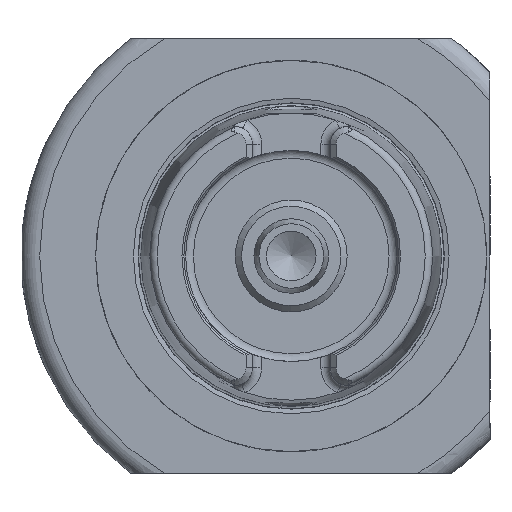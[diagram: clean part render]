
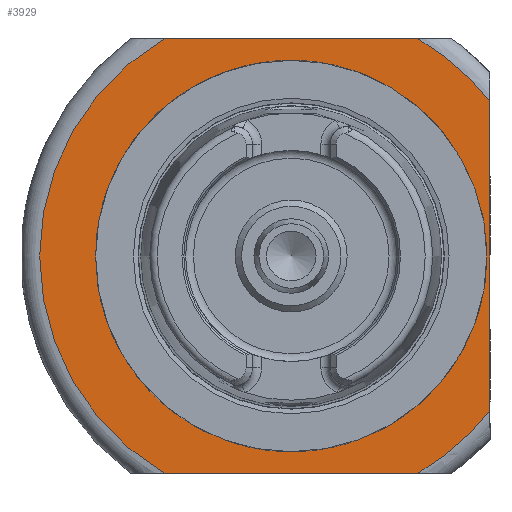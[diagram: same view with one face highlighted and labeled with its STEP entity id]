
A CAD part, left-side view. The second image highlights one B-rep face of the part: STEP entity #3929.
In plain terms, the highlighted planar face has unit normal (-1, 0, 0).
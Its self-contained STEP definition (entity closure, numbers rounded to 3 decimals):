
#1780=CARTESIAN_POINT('',(32.,-20.378,-35.));
#1781=VERTEX_POINT('',#1780);
#1797=CARTESIAN_POINT('',(32.,20.378,-35.));
#1798=VERTEX_POINT('',#1797);
#1799=CARTESIAN_POINT('',(32.,20.378,-35.));
#1800=DIRECTION('',(0.0,-1.0,0.0));
#1801=VECTOR('',#1800,40.755);
#1802=LINE('',#1799,#1801);
#1803=EDGE_CURVE('',#1798,#1781,#1802,.T.);
#1877=CARTESIAN_POINT('',(32.,-32.,24.824));
#1878=VERTEX_POINT('',#1877);
#1894=CARTESIAN_POINT('',(32.,-32.,-24.824));
#1895=VERTEX_POINT('',#1894);
#1896=CARTESIAN_POINT('',(32.,-32.,-24.824));
#1897=DIRECTION('',(0.0,0.0,1.0));
#1898=VECTOR('',#1897,49.649);
#1899=LINE('',#1896,#1898);
#1900=EDGE_CURVE('',#1895,#1878,#1899,.T.);
#1944=CARTESIAN_POINT('',(32.,20.378,35.));
#1945=VERTEX_POINT('',#1944);
#1961=CARTESIAN_POINT('',(32.,-20.378,35.));
#1962=VERTEX_POINT('',#1961);
#1963=CARTESIAN_POINT('',(32.,-20.378,35.));
#1964=DIRECTION('',(0.0,1.0,0.0));
#1965=VECTOR('',#1964,40.755);
#1966=LINE('',#1963,#1965);
#1967=EDGE_CURVE('',#1962,#1945,#1966,.T.);
#2043=CARTESIAN_POINT('',(32.,0.0,0.0));
#2044=DIRECTION('',(1.0,0.0,0.0));
#2045=DIRECTION('',(0.0,1.0,0.0));
#2046=AXIS2_PLACEMENT_3D('',#2043,#2044,#2045);
#2047=CIRCLE('',#2046,40.5);
#2048=EDGE_CURVE('',#1895,#1781,#2047,.T.);
#2059=CARTESIAN_POINT('',(32.,0.0,0.0));
#2060=DIRECTION('',(1.0,0.0,0.0));
#2061=DIRECTION('',(0.0,1.0,0.0));
#2062=AXIS2_PLACEMENT_3D('',#2059,#2060,#2061);
#2063=CIRCLE('',#2062,40.5);
#2064=EDGE_CURVE('',#1962,#1878,#2063,.T.);
#3771=CARTESIAN_POINT('',(32.,31.,0.0));
#3772=VERTEX_POINT('',#3771);
#3773=CARTESIAN_POINT('',(32.,0.0,0.0));
#3774=DIRECTION('',(1.0,0.0,0.0));
#3775=DIRECTION('',(0.0,1.0,0.0));
#3776=AXIS2_PLACEMENT_3D('',#3773,#3774,#3775);
#3777=CIRCLE('',#3776,31.);
#3778=EDGE_CURVE('',#3772,#3772,#3777,.T.);
#3907=CARTESIAN_POINT('',(32.,35.75,0.0));
#3908=DIRECTION('',(-1.0,0.0,0.0));
#3909=DIRECTION('',(0.0,0.0,1.0));
#3910=AXIS2_PLACEMENT_3D('',#3907,#3908,#3909);
#3911=PLANE('',#3910);
#3912=ORIENTED_EDGE('',*,*,#1967,.T.);
#3913=CARTESIAN_POINT('',(32.,0.0,0.0));
#3914=DIRECTION('',(1.0,0.0,0.0));
#3915=DIRECTION('',(0.0,1.0,0.0));
#3916=AXIS2_PLACEMENT_3D('',#3913,#3914,#3915);
#3917=CIRCLE('',#3916,40.5);
#3918=EDGE_CURVE('',#1798,#1945,#3917,.T.);
#3919=ORIENTED_EDGE('',*,*,#3918,.F.);
#3920=ORIENTED_EDGE('',*,*,#1803,.T.);
#3921=ORIENTED_EDGE('',*,*,#2048,.F.);
#3922=ORIENTED_EDGE('',*,*,#1900,.T.);
#3923=ORIENTED_EDGE('',*,*,#2064,.F.);
#3924=EDGE_LOOP('',(#3912,#3919,#3920,#3921,#3922,#3923));
#3925=FACE_OUTER_BOUND('',#3924,.T.);
#3926=ORIENTED_EDGE('',*,*,#3778,.T.);
#3927=EDGE_LOOP('',(#3926));
#3928=FACE_BOUND('',#3927,.T.);
#3929=ADVANCED_FACE('',(#3925,#3928),#3911,.T.);
